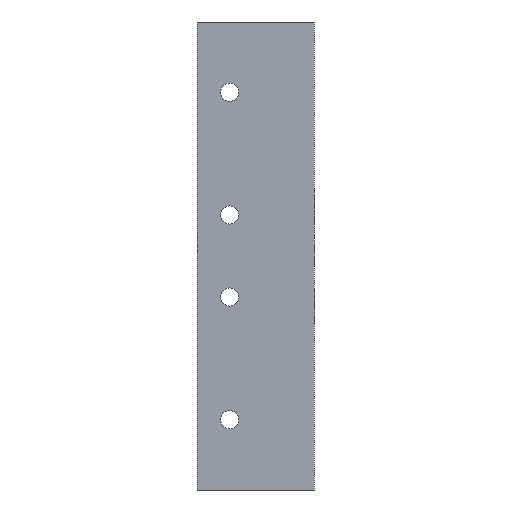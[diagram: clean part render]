
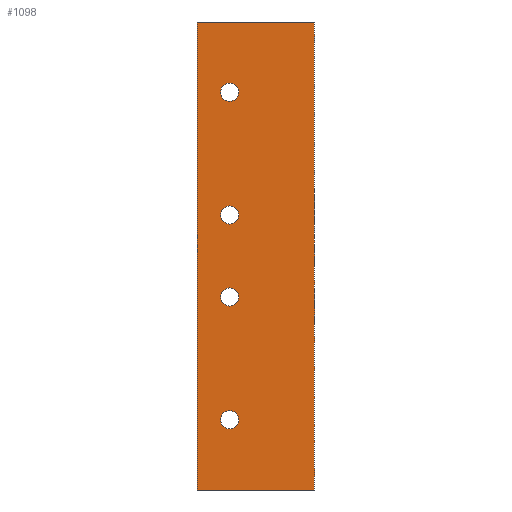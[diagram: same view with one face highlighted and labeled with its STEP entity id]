
A CAD part, front view. The second image highlights one B-rep face of the part: STEP entity #1098.
In plain terms, the highlighted planar face has unit normal (0, -1, 0).
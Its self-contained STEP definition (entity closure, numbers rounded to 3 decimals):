
#10 = DIRECTION ( 'NONE',  ( 0., 1., 0. ) ) ;
#23 = CARTESIAN_POINT ( 'NONE',  ( 5.5, 0., 13.55 ) ) ;
#38 = CIRCLE ( 'NONE', #47, 1.55 ) ;
#46 = DIRECTION ( 'NONE',  ( 0., 1., 0. ) ) ;
#47 = AXIS2_PLACEMENT_3D ( 'NONE', #885, #871, #876 ) ;
#64 = ORIENTED_EDGE ( 'NONE', *, *, #1201, .T. ) ;
#69 = FACE_BOUND ( 'NONE', #319, .T. ) ;
#82 = ORIENTED_EDGE ( 'NONE', *, *, #1032, .T. ) ;
#86 = AXIS2_PLACEMENT_3D ( 'NONE', #994, #1013, #1044 ) ;
#108 = CIRCLE ( 'NONE', #809, 1.55 ) ;
#119 = AXIS2_PLACEMENT_3D ( 'NONE', #758, #1342, #1353 ) ;
#136 = EDGE_CURVE ( 'NONE', #258, #1560, #808, .T. ) ;
#137 = VERTEX_POINT ( 'NONE', #489 ) ;
#156 = DIRECTION ( 'NONE',  ( 0., 0., 1. ) ) ;
#163 = DIRECTION ( 'NONE',  ( 0., 0., 1. ) ) ;
#165 = PLANE ( 'NONE',  #86 ) ;
#168 = DIRECTION ( 'NONE',  ( 0., 0., 1. ) ) ;
#170 = CARTESIAN_POINT ( 'NONE',  ( 5.5, 0., 68. ) ) ;
#172 = DIRECTION ( 'NONE',  ( 0., 0., -1. ) ) ;
#179 = VERTEX_POINT ( 'NONE', #623 ) ;
#210 = CARTESIAN_POINT ( 'NONE',  ( 0., 0., 0. ) ) ;
#216 = VERTEX_POINT ( 'NONE', #412 ) ;
#248 = CARTESIAN_POINT ( 'NONE',  ( 20., 0., 80. ) ) ;
#258 = VERTEX_POINT ( 'NONE', #23 ) ;
#269 = DIRECTION ( 'NONE',  ( 0., 1., 0. ) ) ;
#283 = EDGE_CURVE ( 'NONE', #1529, #613, #1177, .T. ) ;
#285 = DIRECTION ( 'NONE',  ( 0., 0., 1. ) ) ;
#293 = EDGE_CURVE ( 'NONE', #216, #1014, #1328, .T. ) ;
#302 = EDGE_CURVE ( 'NONE', #624, #1184, #38, .T. ) ;
#305 = LINE ( 'NONE', #734, #857 ) ;
#309 = DIRECTION ( 'NONE',  ( 0., 1., 0. ) ) ;
#319 = EDGE_LOOP ( 'NONE', ( #923, #554 ) ) ;
#332 = CARTESIAN_POINT ( 'NONE',  ( 5.5, 0., 10.45 ) ) ;
#359 = DIRECTION ( 'NONE',  ( 0., 0., 1. ) ) ;
#363 = EDGE_CURVE ( 'NONE', #1014, #216, #495, .T. ) ;
#405 = CARTESIAN_POINT ( 'NONE',  ( 5.5, 0., 12. ) ) ;
#412 = CARTESIAN_POINT ( 'NONE',  ( 5.5, 0., 66.45 ) ) ;
#424 = ORIENTED_EDGE ( 'NONE', *, *, #1515, .T. ) ;
#432 = AXIS2_PLACEMENT_3D ( 'NONE', #405, #10, #163 ) ;
#454 = ORIENTED_EDGE ( 'NONE', *, *, #1153, .F. ) ;
#489 = CARTESIAN_POINT ( 'NONE',  ( 5.5, 0., 31.45 ) ) ;
#491 = CIRCLE ( 'NONE', #432, 1.55 ) ;
#492 = ORIENTED_EDGE ( 'NONE', *, *, #645, .T. ) ;
#494 = FACE_BOUND ( 'NONE', #1450, .T. ) ;
#495 = CIRCLE ( 'NONE', #1542, 1.55 ) ;
#503 = CARTESIAN_POINT ( 'NONE',  ( 5.5, 0., 48.55 ) ) ;
#520 = EDGE_CURVE ( 'NONE', #179, #1016, #1535, .T. ) ;
#553 = DIRECTION ( 'NONE',  ( 0., 1., 0. ) ) ;
#554 = ORIENTED_EDGE ( 'NONE', *, *, #136, .T. ) ;
#589 = ORIENTED_EDGE ( 'NONE', *, *, #293, .T. ) ;
#593 = EDGE_LOOP ( 'NONE', ( #589, #798 ) ) ;
#606 = CIRCLE ( 'NONE', #119, 1.55 ) ;
#613 = VERTEX_POINT ( 'NONE', #248 ) ;
#614 = DIRECTION ( 'NONE',  ( 0., 0., -1. ) ) ;
#617 = VECTOR ( 'NONE', #1555, 1000. ) ;
#623 = CARTESIAN_POINT ( 'NONE',  ( 0., 0., 0. ) ) ;
#624 = VERTEX_POINT ( 'NONE', #503 ) ;
#631 = CARTESIAN_POINT ( 'NONE',  ( 5.5, 0., 69.55 ) ) ;
#636 = CARTESIAN_POINT ( 'NONE',  ( 0., 0., 80. ) ) ;
#645 = EDGE_CURVE ( 'NONE', #137, #1160, #606, .T. ) ;
#648 = CARTESIAN_POINT ( 'NONE',  ( 5.5, 0., 45.45 ) ) ;
#658 = CARTESIAN_POINT ( 'NONE',  ( 5.5, 0., 33. ) ) ;
#665 = CARTESIAN_POINT ( 'NONE',  ( 5.5, 0., 34.55 ) ) ;
#724 = DIRECTION ( 'NONE',  ( 0., 1., 0. ) ) ;
#734 = CARTESIAN_POINT ( 'NONE',  ( 0., 0., 80. ) ) ;
#758 = CARTESIAN_POINT ( 'NONE',  ( 5.5, 0., 33. ) ) ;
#783 = AXIS2_PLACEMENT_3D ( 'NONE', #658, #553, #1134 ) ;
#798 = ORIENTED_EDGE ( 'NONE', *, *, #363, .T. ) ;
#800 = ORIENTED_EDGE ( 'NONE', *, *, #302, .T. ) ;
#808 = CIRCLE ( 'NONE', #1139, 1.55 ) ;
#809 = AXIS2_PLACEMENT_3D ( 'NONE', #1513, #309, #168 ) ;
#857 = VECTOR ( 'NONE', #614, 1000. ) ;
#866 = EDGE_LOOP ( 'NONE', ( #492, #64 ) ) ;
#871 = DIRECTION ( 'NONE',  ( 0., 1., 0. ) ) ;
#876 = DIRECTION ( 'NONE',  ( 0., 0., 1. ) ) ;
#885 = CARTESIAN_POINT ( 'NONE',  ( 5.5, 0., 47. ) ) ;
#923 = ORIENTED_EDGE ( 'NONE', *, *, #1300, .T. ) ;
#994 = CARTESIAN_POINT ( 'NONE',  ( 0., 0., 80. ) ) ;
#1013 = DIRECTION ( 'NONE',  ( 0., 1., 0. ) ) ;
#1014 = VERTEX_POINT ( 'NONE', #631 ) ;
#1016 = VERTEX_POINT ( 'NONE', #1102 ) ;
#1032 = EDGE_CURVE ( 'NONE', #1529, #179, #305, .T. ) ;
#1044 = DIRECTION ( 'NONE',  ( 0., 0., 1. ) ) ;
#1052 = FACE_BOUND ( 'NONE', #593, .T. ) ;
#1098 = ADVANCED_FACE ( 'NONE', ( #69, #494, #1211, #1052, #1195 ), #165, .F. ) ;
#1102 = CARTESIAN_POINT ( 'NONE',  ( 20., 0., 0. ) ) ;
#1134 = DIRECTION ( 'NONE',  ( 0., 0., 1. ) ) ;
#1139 = AXIS2_PLACEMENT_3D ( 'NONE', #1212, #724, #359 ) ;
#1153 = EDGE_CURVE ( 'NONE', #613, #1016, #1214, .T. ) ;
#1160 = VERTEX_POINT ( 'NONE', #665 ) ;
#1177 = LINE ( 'NONE', #636, #1455 ) ;
#1184 = VERTEX_POINT ( 'NONE', #648 ) ;
#1195 = FACE_OUTER_BOUND ( 'NONE', #1460, .T. ) ;
#1201 = EDGE_CURVE ( 'NONE', #1160, #137, #1249, .T. ) ;
#1211 = FACE_BOUND ( 'NONE', #866, .T. ) ;
#1212 = CARTESIAN_POINT ( 'NONE',  ( 5.5, 0., 12. ) ) ;
#1214 = LINE ( 'NONE', #1375, #1322 ) ;
#1239 = DIRECTION ( 'NONE',  ( 1., 0., 0. ) ) ;
#1249 = CIRCLE ( 'NONE', #783, 1.55 ) ;
#1300 = EDGE_CURVE ( 'NONE', #1560, #258, #491, .T. ) ;
#1322 = VECTOR ( 'NONE', #172, 1000. ) ;
#1328 = CIRCLE ( 'NONE', #1349, 1.55 ) ;
#1329 = ORIENTED_EDGE ( 'NONE', *, *, #283, .F. ) ;
#1342 = DIRECTION ( 'NONE',  ( 0., 1., 0. ) ) ;
#1349 = AXIS2_PLACEMENT_3D ( 'NONE', #1456, #269, #156 ) ;
#1353 = DIRECTION ( 'NONE',  ( 0., 0., 1. ) ) ;
#1375 = CARTESIAN_POINT ( 'NONE',  ( 20., 0., 80. ) ) ;
#1377 = CARTESIAN_POINT ( 'NONE',  ( 0., 0., 80. ) ) ;
#1424 = ORIENTED_EDGE ( 'NONE', *, *, #520, .T. ) ;
#1450 = EDGE_LOOP ( 'NONE', ( #424, #800 ) ) ;
#1455 = VECTOR ( 'NONE', #1239, 1000. ) ;
#1456 = CARTESIAN_POINT ( 'NONE',  ( 5.5, 0., 68. ) ) ;
#1460 = EDGE_LOOP ( 'NONE', ( #1424, #454, #1329, #82 ) ) ;
#1513 = CARTESIAN_POINT ( 'NONE',  ( 5.5, 0., 47. ) ) ;
#1515 = EDGE_CURVE ( 'NONE', #1184, #624, #108, .T. ) ;
#1529 = VERTEX_POINT ( 'NONE', #1377 ) ;
#1535 = LINE ( 'NONE', #210, #617 ) ;
#1542 = AXIS2_PLACEMENT_3D ( 'NONE', #170, #46, #285 ) ;
#1555 = DIRECTION ( 'NONE',  ( 1., 0., 0. ) ) ;
#1560 = VERTEX_POINT ( 'NONE', #332 ) ;
